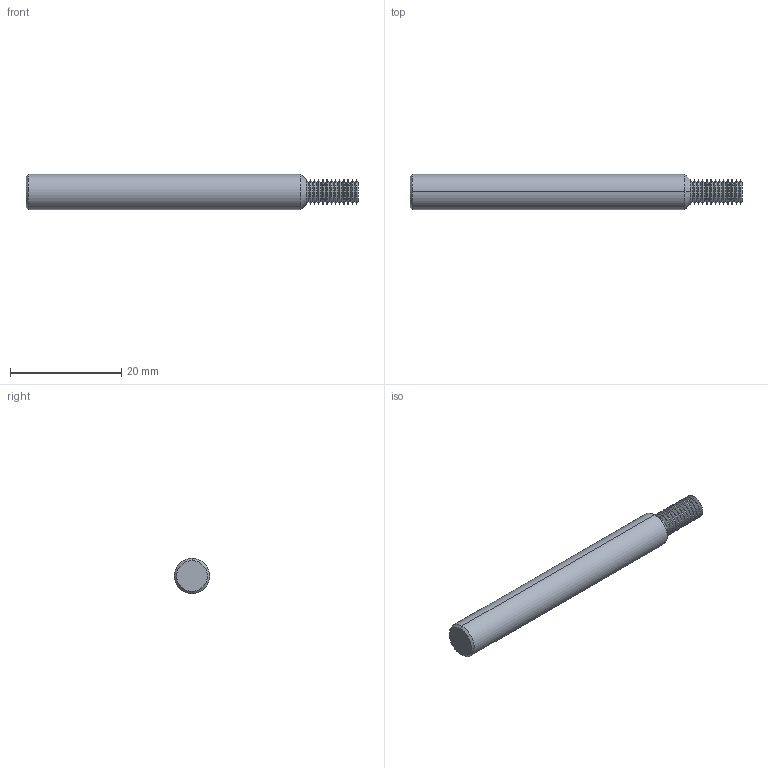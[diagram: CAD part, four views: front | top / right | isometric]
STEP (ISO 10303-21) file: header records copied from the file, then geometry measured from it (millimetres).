
FILE_DESCRIPTION (( 'STEP AP203' ), '1' );
FILE_NAME ('TM6-.75MM-SH.STEP', '2021-11-02T19:14:28', ( '' ), ( '' ), 'SwSTEP 2.0', 'SolidWorks 2020', '' );
FILE_SCHEMA (( 'CONFIG_CONTROL_DESIGN' ));
Length unit declared in the file: inch
Products named in the file (1): TM6-.75MM-SH
Bounding box: 59.72 x 6.34 x 6.34 mm (x, y, z)
Volume: 1689.6 mm3; surface area: 1241.3 mm2
Topology: 1 solids, 1 shells, 132 faces, 262 edges, 132 vertices
Faces by surface type: cone 54, torus 48, cylinder 28, plane 2
Entity records: 3421 total; most frequent: DIRECTION 708, CARTESIAN_POINT 527, ORIENTED_EDGE 524, AXIS2_PLACEMENT_3D 313, EDGE_CURVE 262, CIRCLE 180, ADVANCED_FACE 132, EDGE_LOOP 132
